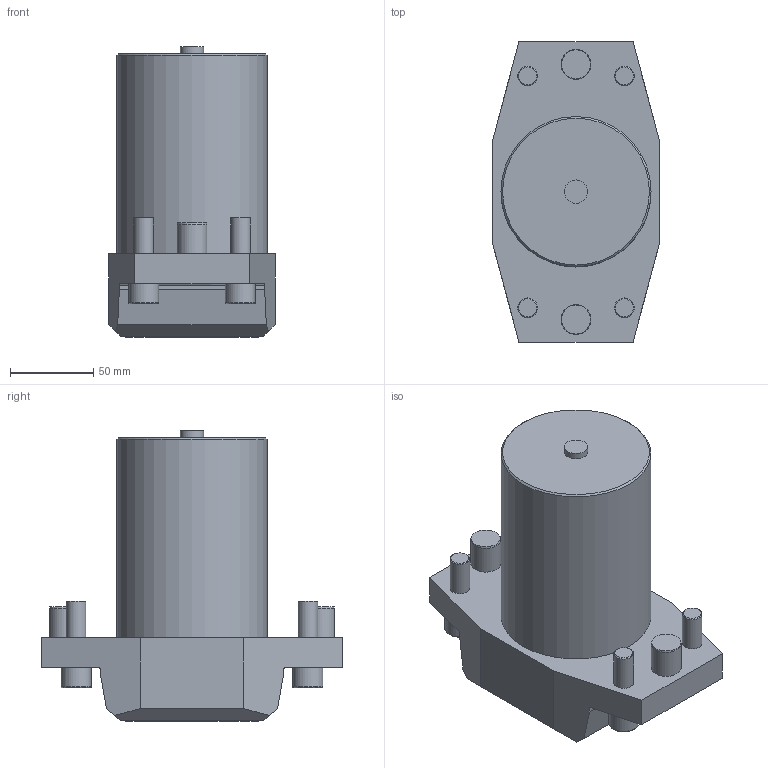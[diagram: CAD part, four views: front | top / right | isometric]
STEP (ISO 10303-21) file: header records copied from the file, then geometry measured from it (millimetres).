
FILE_DESCRIPTION(/* description */ (''),/* implementation_level */ '2;1');
FILE_NAME(/* name */ '1522908479260.stp',/* time_stamp */ '2018-04-05T08:08:13+02:00',/* author */ (''),/* organization */ ('SMS'),/* preprocessor_version */ 'ST-DEVELOPER v15',/* originating_system */ 'SIEMENS PLM Software NX 8.5',/* authorisation */ '');
FILE_SCHEMA (('AUTOMOTIVE_DESIGN { 1 0 10303 214 3 1 1 1 }'));
Length unit declared in the file: millimetre
Products named in the file (1): MOD000000000000000020083941200000
Bounding box: 100 x 180 x 174 mm (x, y, z)
Volume: 1296788.3 mm3; surface area: 101351 mm2
Topology: 1 solids, 1 shells, 68 faces, 149 edges, 98 vertices
Faces by surface type: plane 35, cylinder 15, cone 13, torus 5
Full cylindrical faces by diameter (mm): 5 x1, 11.794 x4, 14 x1, 17.915 x2, 18 x4, 90 x1
Entity records: 1793 total; most frequent: CARTESIAN_POINT 337, DIRECTION 314, ORIENTED_EDGE 234, AXIS2_PLACEMENT_3D 126, EDGE_CURVE 117, EDGE_LOOP 108, VERTEX_POINT 91, FACE_BOUND 72
